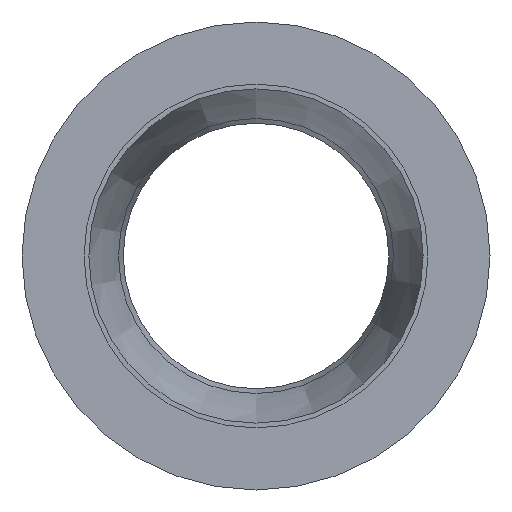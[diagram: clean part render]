
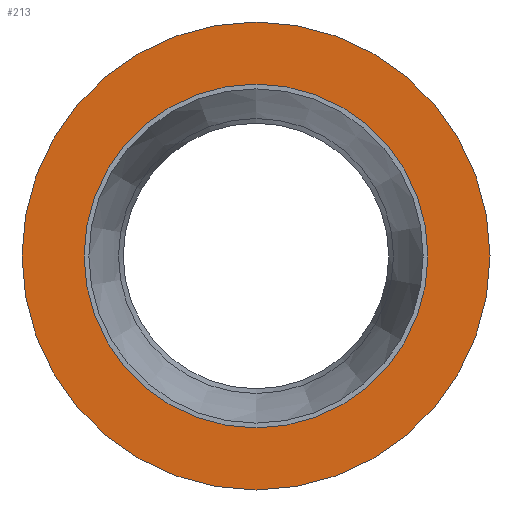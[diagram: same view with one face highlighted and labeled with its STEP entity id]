
A CAD part, left-side view. The second image highlights one B-rep face of the part: STEP entity #213.
In plain terms, the highlighted planar face has unit normal (-1, 0, 0).
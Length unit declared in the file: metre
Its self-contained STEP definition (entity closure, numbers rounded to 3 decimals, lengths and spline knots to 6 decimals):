
#29=ORIENTED_EDGE('',*,*,#69,.F.);
#30=ORIENTED_EDGE('',*,*,#70,.T.);
#69=EDGE_CURVE('',#89,#89,#109,.T.);
#70=EDGE_CURVE('',#90,#90,#110,.T.);
#89=VERTEX_POINT('',#372);
#90=VERTEX_POINT('',#374);
#109=CIRCLE('',#248,0.043216);
#110=CIRCLE('',#249,0.0254);
#129=EDGE_LOOP('',(#29));
#130=EDGE_LOOP('',(#30));
#169=FACE_BOUND('',#129,.T.);
#170=FACE_BOUND('',#130,.T.);
#209=PLANE('',#247);
#213=ADVANCED_FACE('',(#169,#170),#209,.F.);
#247=AXIS2_PLACEMENT_3D('',#370,#289,#290);
#248=AXIS2_PLACEMENT_3D('',#371,#291,#292);
#249=AXIS2_PLACEMENT_3D('',#373,#293,#294);
#289=DIRECTION('',(1.,0.,0.));
#290=DIRECTION('',(0.,0.,-1.));
#291=DIRECTION('',(1.,0.,0.));
#292=DIRECTION('',(0.,0.,-1.));
#293=DIRECTION('',(1.,0.,0.));
#294=DIRECTION('',(0.,0.,-1.));
#370=CARTESIAN_POINT('',(-0.401945,0.,0.052205));
#371=CARTESIAN_POINT('',(-0.401945,0.,0.017897));
#372=CARTESIAN_POINT('',(-0.401945,0.,-0.025319));
#373=CARTESIAN_POINT('',(-0.401945,0.,0.017897));
#374=CARTESIAN_POINT('',(-0.401945,0.,-0.007503));
